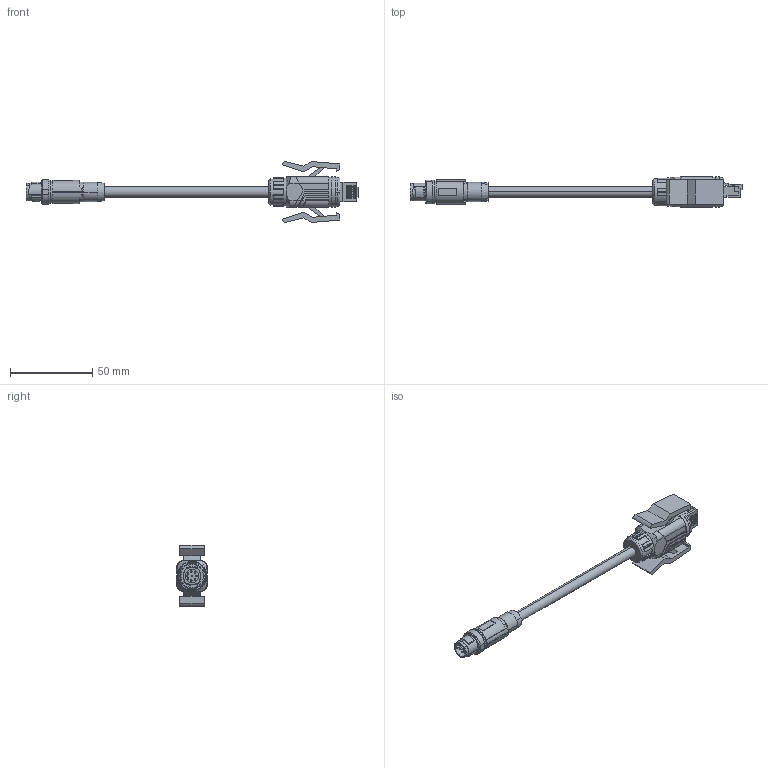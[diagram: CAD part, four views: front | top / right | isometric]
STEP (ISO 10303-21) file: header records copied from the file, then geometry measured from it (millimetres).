
FILE_DESCRIPTION(('SolidDesigner STEP Export'),'2;1');
FILE_NAME('1407423_NBC_MS__2.0_94B_R4MC_SCO-select.stp','2013-04-22T11:40:44',(''),(''),'Creo Elements/Direct Modeling STEP processor for AP214 (Solid Model)','Creo Elements/Direct Modeling 18.1 06-May-2012 (C) Parametric Technology GmbH','');
FILE_SCHEMA(('AUTOMOTIVE_DESIGN { 1 0 10303 214 1 1 1 1 }'));
Length unit declared in the file: millimetre
Products named in the file (1): 1407423_NBC_MS__2.0_94B_R4MC_SCO-select
Bounding box: 201.3 x 18.52 x 37 mm (x, y, z)
Volume: 25674.7 mm3; surface area: 11699.6 mm2
Topology: 1 solids, 1 shells, 388 faces, 1063 edges, 705 vertices
Faces by surface type: plane 271, cylinder 83, cone 26, bspline 6, torus 2
Entity records: 19049 total; most frequent: CARTESIAN_POINT 6373, ORIENTED_EDGE 2126, DIRECTION 1763, EDGE_CURVE 1063, VECTOR 707, LINE 707, VERTEX_POINT 705, AXIS2_PLACEMENT_3D 528
